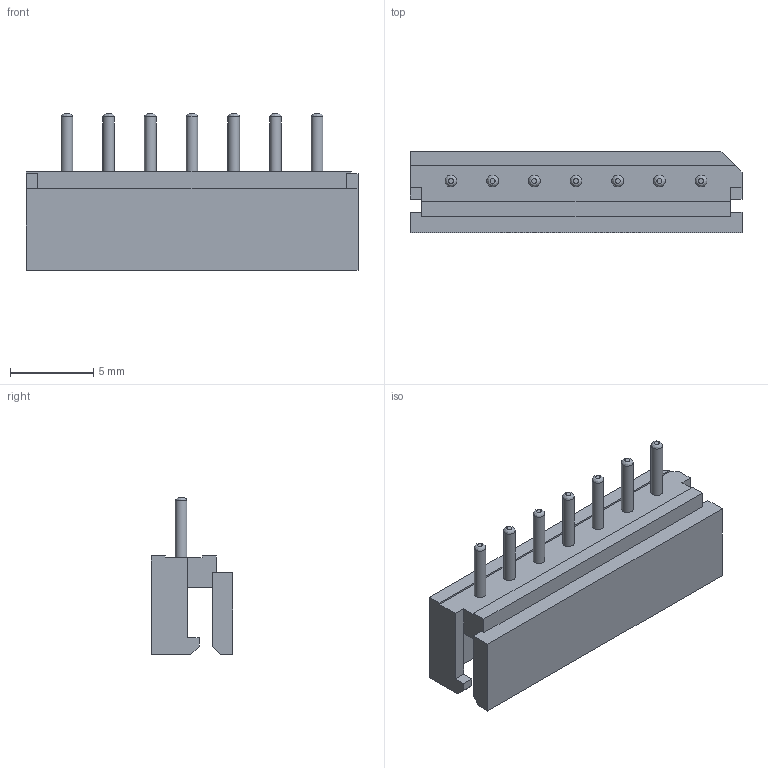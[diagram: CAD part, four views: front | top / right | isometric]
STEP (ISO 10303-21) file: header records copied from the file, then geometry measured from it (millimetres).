
FILE_DESCRIPTION(/* description */ (''),/* implementation_level */ '2;1');
FILE_NAME(/* name */ '22035075wbm000_01_214.stp',/* time_stamp */ '2022-03-11T18:14:01+06:00',/* author */ (''),/* organization */ (''),/* preprocessor_version */ 'ST-DEVELOPER v16.7',/* originating_system */ 'SIEMENS PLM Software NX 1919',/* authorisation */ '');
FILE_SCHEMA (('AUTOMOTIVE_DESIGN { 1 0 10303 214 3 1 1 1 }'));
Length unit declared in the file: millimetre
Products named in the file (1): 22035075wbm000_01
Bounding box: 19.9 x 4.9 x 9.4 mm (x, y, z)
Volume: 303.1 mm3; surface area: 752.8 mm2
Topology: 1 solids, 1 shells, 96 faces, 241 edges, 161 vertices
Faces by surface type: plane 75, cylinder 14, bspline 7
Full cylindrical faces by diameter (mm): 0.7 x14
Entity records: 2802 total; most frequent: CARTESIAN_POINT 639, DIRECTION 421, ORIENTED_EDGE 412, EDGE_CURVE 206, LINE 171, VECTOR 171, VERTEX_POINT 147, EDGE_LOOP 131
